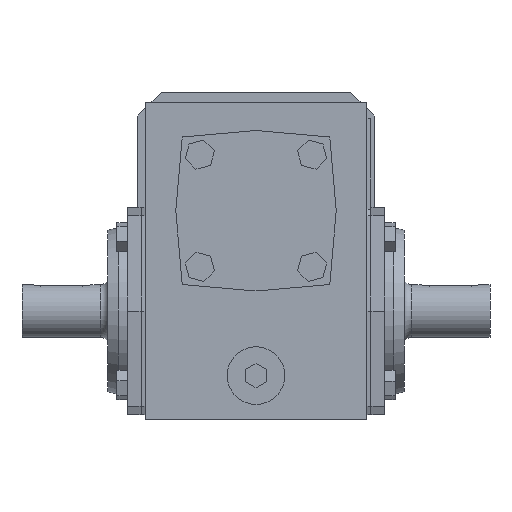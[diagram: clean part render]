
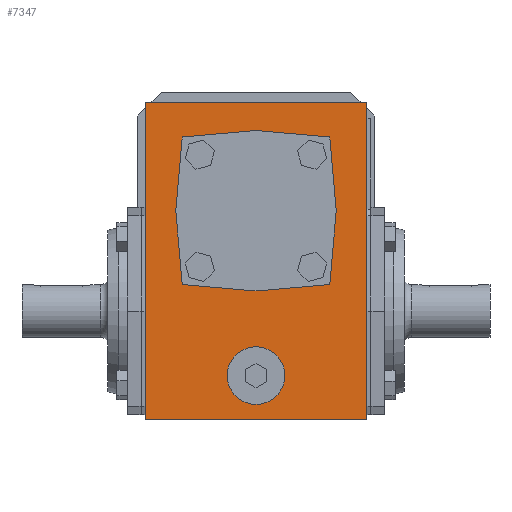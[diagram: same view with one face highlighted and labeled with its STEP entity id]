
A CAD part, left-side view. The second image highlights one B-rep face of the part: STEP entity #7347.
In plain terms, the highlighted planar face has unit normal (-1, 0, 0).
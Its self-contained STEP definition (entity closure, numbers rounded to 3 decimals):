
#189=CIRCLE('',#7723,10.947);
#369=ORIENTED_EDGE('',*,*,#1865,.F.);
#370=ORIENTED_EDGE('',*,*,#1866,.F.);
#371=ORIENTED_EDGE('',*,*,#1867,.F.);
#372=ORIENTED_EDGE('',*,*,#1868,.F.);
#373=ORIENTED_EDGE('',*,*,#1869,.F.);
#374=ORIENTED_EDGE('',*,*,#1870,.F.);
#375=ORIENTED_EDGE('',*,*,#1871,.F.);
#376=ORIENTED_EDGE('',*,*,#1872,.F.);
#377=ORIENTED_EDGE('',*,*,#1873,.T.);
#378=ORIENTED_EDGE('',*,*,#1874,.T.);
#379=ORIENTED_EDGE('',*,*,#1875,.T.);
#380=ORIENTED_EDGE('',*,*,#1876,.T.);
#381=ORIENTED_EDGE('',*,*,#1877,.F.);
#1865=EDGE_CURVE('',#2613,#2614,#3156,.T.);
#1866=EDGE_CURVE('',#2615,#2613,#3157,.T.);
#1867=EDGE_CURVE('',#2616,#2615,#3158,.T.);
#1868=EDGE_CURVE('',#2617,#2616,#3159,.T.);
#1869=EDGE_CURVE('',#2618,#2617,#3160,.T.);
#1870=EDGE_CURVE('',#2619,#2618,#3161,.T.);
#1871=EDGE_CURVE('',#2620,#2619,#3162,.T.);
#1872=EDGE_CURVE('',#2614,#2620,#3163,.T.);
#1873=EDGE_CURVE('',#2621,#2622,#3164,.T.);
#1874=EDGE_CURVE('',#2622,#2623,#3165,.T.);
#1875=EDGE_CURVE('',#2623,#2624,#3166,.T.);
#1876=EDGE_CURVE('',#2624,#2621,#3167,.T.);
#1877=EDGE_CURVE('',#2625,#2625,#189,.T.);
#2613=VERTEX_POINT('',#9890);
#2614=VERTEX_POINT('',#9891);
#2615=VERTEX_POINT('',#9893);
#2616=VERTEX_POINT('',#9895);
#2617=VERTEX_POINT('',#9897);
#2618=VERTEX_POINT('',#9899);
#2619=VERTEX_POINT('',#9901);
#2620=VERTEX_POINT('',#9903);
#2621=VERTEX_POINT('',#9906);
#2622=VERTEX_POINT('',#9907);
#2623=VERTEX_POINT('',#9909);
#2624=VERTEX_POINT('',#9911);
#2625=VERTEX_POINT('',#9914);
#3156=LINE('',#9889,#3730);
#3157=LINE('',#9892,#3731);
#3158=LINE('',#9894,#3732);
#3159=LINE('',#9896,#3733);
#3160=LINE('',#9898,#3734);
#3161=LINE('',#9900,#3735);
#3162=LINE('',#9902,#3736);
#3163=LINE('',#9904,#3737);
#3164=LINE('',#9905,#3738);
#3165=LINE('',#9908,#3739);
#3166=LINE('',#9910,#3740);
#3167=LINE('',#9912,#3741);
#3730=VECTOR('',#8265,1000.);
#3731=VECTOR('',#8266,1000.);
#3732=VECTOR('',#8267,1000.);
#3733=VECTOR('',#8268,1000.);
#3734=VECTOR('',#8269,1000.);
#3735=VECTOR('',#8270,1000.);
#3736=VECTOR('',#8271,1000.);
#3737=VECTOR('',#8272,1000.);
#3738=VECTOR('',#8273,1000.);
#3739=VECTOR('',#8274,1000.);
#3740=VECTOR('',#8275,1000.);
#3741=VECTOR('',#8276,1000.);
#4296=EDGE_LOOP('',(#369,#370,#371,#372,#373,#374,#375,#376));
#4297=EDGE_LOOP('',(#377,#378,#379,#380));
#4298=EDGE_LOOP('',(#381));
#4770=FACE_BOUND('',#4296,.T.);
#4771=FACE_BOUND('',#4297,.T.);
#4772=FACE_BOUND('',#4298,.T.);
#5255=PLANE('',#7722);
#7347=ADVANCED_FACE('',(#4770,#4771,#4772),#5255,.T.);
#7722=AXIS2_PLACEMENT_3D('',#9888,#8263,#8264);
#7723=AXIS2_PLACEMENT_3D('',#9913,#8277,#8278);
#8263=DIRECTION('',(-1.,0.,0.));
#8264=DIRECTION('',(0.,-1.,0.));
#8265=DIRECTION('',(0.,0.996,0.087));
#8266=DIRECTION('',(0.,0.087,0.996));
#8267=DIRECTION('',(0.,-0.087,0.996));
#8268=DIRECTION('',(0.,-0.996,0.087));
#8269=DIRECTION('',(0.,-0.996,-0.087));
#8270=DIRECTION('',(0.,-0.087,-0.996));
#8271=DIRECTION('',(0.,0.087,-0.996));
#8272=DIRECTION('',(0.,0.996,-0.087));
#8273=DIRECTION('',(0.,0.,1.));
#8274=DIRECTION('',(0.,1.,0.));
#8275=DIRECTION('',(0.,0.,-1.));
#8276=DIRECTION('',(0.,-1.,0.));
#8277=DIRECTION('',(-1.,0.,0.));
#8278=DIRECTION('',(0.,0.,1.));
#9888=CARTESIAN_POINT('',(-44.45,-42.164,41.275));
#9889=CARTESIAN_POINT('',(-44.45,-40.906,26.901));
#9890=CARTESIAN_POINT('',(-44.45,-28.028,28.028));
#9891=CARTESIAN_POINT('',(-44.45,0.,30.48));
#9892=CARTESIAN_POINT('',(-44.45,-26.985,39.947));
#9893=CARTESIAN_POINT('',(-44.45,-30.48,0.));
#9894=CARTESIAN_POINT('',(-44.45,-34.152,41.976));
#9895=CARTESIAN_POINT('',(-44.45,-28.028,-28.028));
#9896=CARTESIAN_POINT('',(-44.45,-48.074,-26.274));
#9897=CARTESIAN_POINT('',(-44.45,0.,-30.48));
#9898=CARTESIAN_POINT('',(-44.45,-35.614,-33.596));
#9899=CARTESIAN_POINT('',(-44.45,28.028,-28.028));
#9900=CARTESIAN_POINT('',(-44.45,33.512,34.654));
#9901=CARTESIAN_POINT('',(-44.45,30.48,0.));
#9902=CARTESIAN_POINT('',(-44.45,26.345,47.269));
#9903=CARTESIAN_POINT('',(-44.45,28.028,28.028));
#9904=CARTESIAN_POINT('',(-44.45,-42.781,34.223));
#9905=CARTESIAN_POINT('',(-44.45,-42.164,-79.375));
#9906=CARTESIAN_POINT('',(-44.45,-42.164,-79.375));
#9907=CARTESIAN_POINT('',(-44.45,-42.164,41.275));
#9908=CARTESIAN_POINT('',(-44.45,-42.164,41.275));
#9909=CARTESIAN_POINT('',(-44.45,42.164,41.275));
#9910=CARTESIAN_POINT('',(-44.45,42.164,41.275));
#9911=CARTESIAN_POINT('',(-44.45,42.164,-79.375));
#9912=CARTESIAN_POINT('',(-44.45,42.164,-79.375));
#9913=CARTESIAN_POINT('',(-44.45,0.,-62.611));
#9914=CARTESIAN_POINT('',(-44.45,0.,-51.664));
